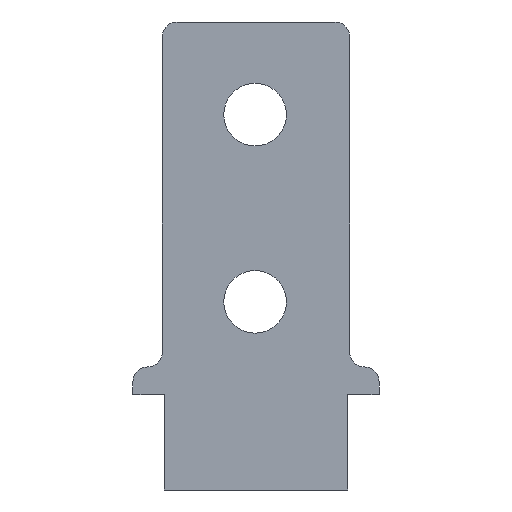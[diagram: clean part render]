
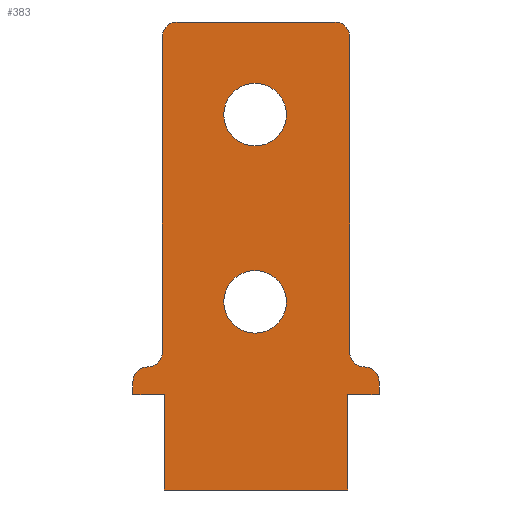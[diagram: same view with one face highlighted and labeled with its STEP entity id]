
A CAD part, front view. The second image highlights one B-rep face of the part: STEP entity #383.
In plain terms, the highlighted planar face has unit normal (0, -1, 0).
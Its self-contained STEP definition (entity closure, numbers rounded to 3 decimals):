
#17=FACE_BOUND('',#64,.T.);
#18=FACE_BOUND('',#65,.T.);
#23=PLANE('',#419);
#41=FACE_OUTER_BOUND('',#63,.T.);
#63=EDGE_LOOP('',(#311,#312,#313,#314,#315,#316,#317,#318,#319,#320,#321,
#322,#323,#324,#325,#326));
#64=EDGE_LOOP('',(#327));
#65=EDGE_LOOP('',(#328));
#90=LINE('',#598,#128);
#93=LINE('',#606,#131);
#94=LINE('',#609,#132);
#98=LINE('',#623,#136);
#99=LINE('',#625,#137);
#100=LINE('',#627,#138);
#101=LINE('',#629,#139);
#102=LINE('',#631,#140);
#103=LINE('',#633,#141);
#104=LINE('',#635,#142);
#128=VECTOR('',#480,10.);
#131=VECTOR('',#489,10.);
#132=VECTOR('',#492,10.);
#136=VECTOR('',#508,10.);
#137=VECTOR('',#509,10.);
#138=VECTOR('',#510,10.);
#139=VECTOR('',#511,10.);
#140=VECTOR('',#512,10.);
#141=VECTOR('',#513,10.);
#142=VECTOR('',#514,10.);
#152=CIRCLE('',#397,4.25);
#154=CIRCLE('',#400,4.25);
#161=CIRCLE('',#409,2.);
#162=CIRCLE('',#412,2.);
#163=CIRCLE('',#416,2.);
#164=CIRCLE('',#418,2.);
#165=CIRCLE('',#420,2.);
#166=CIRCLE('',#421,2.);
#168=VERTEX_POINT('',#547);
#170=VERTEX_POINT('',#553);
#187=VERTEX_POINT('',#590);
#188=VERTEX_POINT('',#592);
#189=VERTEX_POINT('',#596);
#190=VERTEX_POINT('',#600);
#191=VERTEX_POINT('',#604);
#192=VERTEX_POINT('',#608);
#193=VERTEX_POINT('',#612);
#194=VERTEX_POINT('',#616);
#195=VERTEX_POINT('',#620);
#196=VERTEX_POINT('',#622);
#197=VERTEX_POINT('',#624);
#198=VERTEX_POINT('',#626);
#199=VERTEX_POINT('',#628);
#200=VERTEX_POINT('',#630);
#201=VERTEX_POINT('',#632);
#202=VERTEX_POINT('',#634);
#205=EDGE_CURVE('',#168,#168,#152,.T.);
#208=EDGE_CURVE('',#170,#170,#154,.T.);
#226=EDGE_CURVE('',#187,#188,#161,.T.);
#229=EDGE_CURVE('',#189,#187,#90,.F.);
#230=EDGE_CURVE('',#190,#189,#162,.T.);
#233=EDGE_CURVE('',#191,#190,#93,.T.);
#234=EDGE_CURVE('',#188,#192,#94,.T.);
#236=EDGE_CURVE('',#192,#193,#163,.T.);
#238=EDGE_CURVE('',#194,#191,#164,.T.);
#240=EDGE_CURVE('',#195,#194,#165,.T.);
#241=EDGE_CURVE('',#196,#195,#98,.T.);
#242=EDGE_CURVE('',#197,#196,#99,.T.);
#243=EDGE_CURVE('',#198,#197,#100,.T.);
#244=EDGE_CURVE('',#199,#198,#101,.T.);
#245=EDGE_CURVE('',#200,#199,#102,.T.);
#246=EDGE_CURVE('',#200,#201,#103,.F.);
#247=EDGE_CURVE('',#201,#202,#104,.F.);
#248=EDGE_CURVE('',#193,#202,#166,.T.);
#311=ORIENTED_EDGE('',*,*,#226,.F.);
#312=ORIENTED_EDGE('',*,*,#229,.F.);
#313=ORIENTED_EDGE('',*,*,#230,.F.);
#314=ORIENTED_EDGE('',*,*,#233,.F.);
#315=ORIENTED_EDGE('',*,*,#238,.F.);
#316=ORIENTED_EDGE('',*,*,#240,.F.);
#317=ORIENTED_EDGE('',*,*,#241,.F.);
#318=ORIENTED_EDGE('',*,*,#242,.F.);
#319=ORIENTED_EDGE('',*,*,#243,.F.);
#320=ORIENTED_EDGE('',*,*,#244,.F.);
#321=ORIENTED_EDGE('',*,*,#245,.F.);
#322=ORIENTED_EDGE('',*,*,#246,.T.);
#323=ORIENTED_EDGE('',*,*,#247,.T.);
#324=ORIENTED_EDGE('',*,*,#248,.F.);
#325=ORIENTED_EDGE('',*,*,#236,.F.);
#326=ORIENTED_EDGE('',*,*,#234,.F.);
#327=ORIENTED_EDGE('',*,*,#205,.T.);
#328=ORIENTED_EDGE('',*,*,#208,.T.);
#383=ADVANCED_FACE('',(#41,#17,#18),#23,.F.);
#397=AXIS2_PLACEMENT_3D('',#549,#438,#439);
#400=AXIS2_PLACEMENT_3D('',#555,#445,#446);
#409=AXIS2_PLACEMENT_3D('',#593,#474,#475);
#412=AXIS2_PLACEMENT_3D('',#601,#483,#484);
#416=AXIS2_PLACEMENT_3D('',#613,#496,#497);
#418=AXIS2_PLACEMENT_3D('',#617,#501,#502);
#419=AXIS2_PLACEMENT_3D('',#619,#504,#505);
#420=AXIS2_PLACEMENT_3D('',#621,#506,#507);
#421=AXIS2_PLACEMENT_3D('',#636,#515,#516);
#438=DIRECTION('center_axis',(0.,1.,0.));
#439=DIRECTION('ref_axis',(-1.,0.,0.));
#445=DIRECTION('center_axis',(0.,1.,0.));
#446=DIRECTION('ref_axis',(-1.,0.,0.));
#474=DIRECTION('center_axis',(0.,1.,0.));
#475=DIRECTION('ref_axis',(0.707,0.,0.707));
#480=DIRECTION('',(-1.,0.,0.));
#483=DIRECTION('center_axis',(0.,1.,0.));
#484=DIRECTION('ref_axis',(-0.707,0.,0.707));
#489=DIRECTION('',(0.,0.,1.));
#492=DIRECTION('',(0.,0.,-1.));
#496=DIRECTION('center_axis',(0.,-1.,0.));
#497=DIRECTION('ref_axis',(-0.707,0.,-0.707));
#501=DIRECTION('center_axis',(0.,-1.,0.));
#502=DIRECTION('ref_axis',(0.707,0.,-0.707));
#504=DIRECTION('center_axis',(0.,1.,0.));
#505=DIRECTION('ref_axis',(-1.,0.,0.));
#506=DIRECTION('center_axis',(0.,1.,0.));
#507=DIRECTION('ref_axis',(-0.707,0.,0.707));
#508=DIRECTION('',(0.,0.,1.));
#509=DIRECTION('',(-1.,0.,0.));
#510=DIRECTION('',(0.,0.,1.));
#511=DIRECTION('',(-1.,0.,0.));
#512=DIRECTION('',(0.,0.,-1.));
#513=DIRECTION('',(-1.,0.,0.));
#514=DIRECTION('',(0.,0.,-1.));
#515=DIRECTION('center_axis',(0.,1.,0.));
#516=DIRECTION('ref_axis',(0.707,0.,0.707));
#547=CARTESIAN_POINT('',(158.289,-493.902,143.322));
#549=CARTESIAN_POINT('Origin',(154.039,-493.902,143.322));
#553=CARTESIAN_POINT('',(158.289,-493.902,117.922));
#555=CARTESIAN_POINT('Origin',(154.039,-493.902,117.922));
#590=CARTESIAN_POINT('',(164.866,-493.902,155.895));
#592=CARTESIAN_POINT('',(166.866,-493.902,153.895));
#593=CARTESIAN_POINT('Origin',(164.866,-493.902,153.895));
#596=CARTESIAN_POINT('',(143.466,-493.902,155.895));
#598=CARTESIAN_POINT('',(147.816,-493.902,155.895));
#600=CARTESIAN_POINT('',(141.466,-493.902,153.895));
#601=CARTESIAN_POINT('Origin',(143.466,-493.902,153.895));
#604=CARTESIAN_POINT('',(141.466,-493.902,111.095));
#606=CARTESIAN_POINT('',(141.466,-493.902,110.27));
#608=CARTESIAN_POINT('',(166.866,-493.902,111.095));
#609=CARTESIAN_POINT('',(166.866,-493.902,120.97));
#612=CARTESIAN_POINT('',(168.866,-493.902,109.095));
#613=CARTESIAN_POINT('Origin',(168.866,-493.902,111.095));
#616=CARTESIAN_POINT('',(139.466,-493.902,109.095));
#617=CARTESIAN_POINT('Origin',(139.466,-493.902,111.095));
#619=CARTESIAN_POINT('Origin',(154.166,-493.902,111.445));
#620=CARTESIAN_POINT('',(137.466,-493.902,107.095));
#621=CARTESIAN_POINT('Origin',(139.466,-493.902,107.095));
#622=CARTESIAN_POINT('',(137.466,-493.902,105.349));
#623=CARTESIAN_POINT('',(137.466,-493.902,108.27));
#624=CARTESIAN_POINT('',(141.72,-493.902,105.349));
#625=CARTESIAN_POINT('',(147.816,-493.902,105.349));
#626=CARTESIAN_POINT('',(141.72,-493.902,92.395));
#627=CARTESIAN_POINT('',(141.72,-493.902,101.92));
#628=CARTESIAN_POINT('',(166.612,-493.902,92.395));
#629=CARTESIAN_POINT('',(160.516,-493.902,92.395));
#630=CARTESIAN_POINT('',(166.612,-493.902,105.349));
#631=CARTESIAN_POINT('',(166.612,-493.902,108.27));
#632=CARTESIAN_POINT('',(170.866,-493.902,105.349));
#633=CARTESIAN_POINT('',(162.516,-493.902,105.349));
#634=CARTESIAN_POINT('',(170.866,-493.902,107.095));
#635=CARTESIAN_POINT('',(170.866,-493.902,110.27));
#636=CARTESIAN_POINT('Origin',(168.866,-493.902,107.095));
